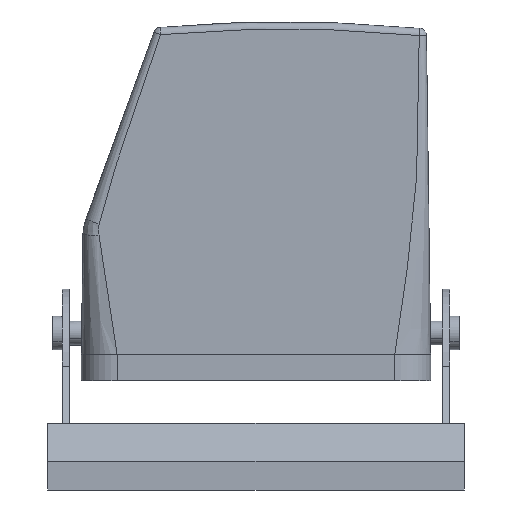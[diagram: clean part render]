
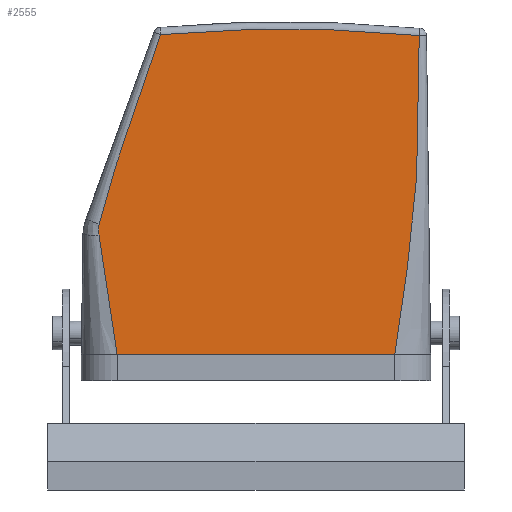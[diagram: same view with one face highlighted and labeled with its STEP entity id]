
A CAD part, left-side view. The second image highlights one B-rep face of the part: STEP entity #2555.
In plain terms, the highlighted planar face has unit normal (-1, 0, 0).
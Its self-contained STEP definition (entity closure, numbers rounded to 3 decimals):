
#2499=AXIS2_PLACEMENT_3D('Plane Axis2P3D',#2496,#2497,#2498) ;
#2544=AXIS2_PLACEMENT_3D('Circle Axis2P3D',#2542,#2543,$) ;
#1729=CARTESIAN_POINT('Vertex',(18.5,9.388,94.973)) ;
#1733=CARTESIAN_POINT('Control Point',(18.5,9.388,94.973)) ;
#1734=CARTESIAN_POINT('Control Point',(18.5,9.385,92.836)) ;
#1735=CARTESIAN_POINT('Control Point',(18.5,9.387,90.698)) ;
#1736=CARTESIAN_POINT('Control Point',(18.5,9.396,88.561)) ;
#1737=CARTESIAN_POINT('Control Point',(18.5,9.427,84.208)) ;
#1738=CARTESIAN_POINT('Control Point',(18.5,9.48,79.856)) ;
#1739=CARTESIAN_POINT('Control Point',(18.5,9.513,77.672)) ;
#1740=CARTESIAN_POINT('Control Point',(18.5,9.607,72.447)) ;
#1741=CARTESIAN_POINT('Control Point',(18.5,9.8,67.224)) ;
#1742=CARTESIAN_POINT('Control Point',(18.5,9.97,64.215)) ;
#1743=CARTESIAN_POINT('Control Point',(18.5,10.436,58.202)) ;
#1744=CARTESIAN_POINT('Control Point',(18.5,11.117,52.202)) ;
#1745=CARTESIAN_POINT('Control Point',(18.5,11.504,49.205)) ;
#1746=CARTESIAN_POINT('Control Point',(18.5,12.183,44.303)) ;
#1747=CARTESIAN_POINT('Control Point',(18.5,12.896,39.404)) ;
#1748=CARTESIAN_POINT('Control Point',(18.5,13.176,37.496)) ;
#1749=CARTESIAN_POINT('Control Point',(18.5,13.611,34.504)) ;
#1750=CARTESIAN_POINT('Control Point',(18.5,14.037,31.512)) ;
#1751=CARTESIAN_POINT('Control Point',(18.5,14.188,30.44)) ;
#1752=CARTESIAN_POINT('Control Point',(18.5,14.337,29.371)) ;
#1753=CARTESIAN_POINT('Control Point',(18.5,14.486,28.3)) ;
#1754=CARTESIAN_POINT('Vertex',(18.5,14.486,28.3)) ;
#1786=CARTESIAN_POINT('Line Origine',(18.5,43.501,28.3)) ;
#1790=CARTESIAN_POINT('Vertex',(18.5,72.515,28.3)) ;
#2411=CARTESIAN_POINT('Control Point',(18.5,76.3,53.256)) ;
#2412=CARTESIAN_POINT('Control Point',(18.5,75.876,49.743)) ;
#2413=CARTESIAN_POINT('Control Point',(18.5,75.369,46.228)) ;
#2414=CARTESIAN_POINT('Control Point',(18.5,74.809,42.757)) ;
#2415=CARTESIAN_POINT('Control Point',(18.5,73.984,37.727)) ;
#2416=CARTESIAN_POINT('Control Point',(18.5,73.186,32.687)) ;
#2417=CARTESIAN_POINT('Control Point',(18.5,72.96,31.239)) ;
#2418=CARTESIAN_POINT('Control Point',(18.5,72.738,29.782)) ;
#2419=CARTESIAN_POINT('Control Point',(18.5,72.515,28.3)) ;
#2420=CARTESIAN_POINT('Vertex',(18.5,76.3,53.256)) ;
#2496=CARTESIAN_POINT('Axis2P3D Location',(18.5,5.467,-5.)) ;
#2502=CARTESIAN_POINT('Control Point',(18.5,63.424,95.172)) ;
#2503=CARTESIAN_POINT('Control Point',(18.5,63.563,94.78)) ;
#2504=CARTESIAN_POINT('Control Point',(18.5,63.702,94.388)) ;
#2505=CARTESIAN_POINT('Control Point',(18.5,63.841,93.996)) ;
#2506=CARTESIAN_POINT('Control Point',(18.5,64.119,93.212)) ;
#2507=CARTESIAN_POINT('Control Point',(18.5,64.397,92.426)) ;
#2508=CARTESIAN_POINT('Control Point',(18.5,64.536,92.032)) ;
#2509=CARTESIAN_POINT('Control Point',(18.5,64.952,90.851)) ;
#2510=CARTESIAN_POINT('Control Point',(18.5,65.366,89.67)) ;
#2511=CARTESIAN_POINT('Control Point',(18.5,65.641,88.883)) ;
#2512=CARTESIAN_POINT('Control Point',(18.5,67.095,84.714)) ;
#2513=CARTESIAN_POINT('Control Point',(18.5,68.529,80.54)) ;
#2514=CARTESIAN_POINT('Control Point',(18.5,69.679,77.164)) ;
#2515=CARTESIAN_POINT('Control Point',(18.5,71.047,73.136)) ;
#2516=CARTESIAN_POINT('Control Point',(18.5,72.377,69.097)) ;
#2517=CARTESIAN_POINT('Control Point',(18.5,72.572,68.5)) ;
#2518=CARTESIAN_POINT('Control Point',(18.5,72.877,67.562)) ;
#2519=CARTESIAN_POINT('Control Point',(18.5,73.177,66.622)) ;
#2520=CARTESIAN_POINT('Control Point',(18.5,73.273,66.322)) ;
#2521=CARTESIAN_POINT('Control Point',(18.5,73.463,65.72)) ;
#2522=CARTESIAN_POINT('Control Point',(18.5,73.65,65.116)) ;
#2523=CARTESIAN_POINT('Control Point',(18.5,73.744,64.814)) ;
#2524=CARTESIAN_POINT('Control Point',(18.5,74.362,62.799)) ;
#2525=CARTESIAN_POINT('Control Point',(18.5,74.949,60.776)) ;
#2526=CARTESIAN_POINT('Control Point',(18.5,75.422,59.05)) ;
#2527=CARTESIAN_POINT('Control Point',(18.5,75.867,57.316)) ;
#2528=CARTESIAN_POINT('Control Point',(18.5,76.286,55.576)) ;
#2529=CARTESIAN_POINT('Vertex',(18.5,76.286,55.576)) ;
#2531=CARTESIAN_POINT('Vertex',(18.5,63.424,95.172)) ;
#2535=CARTESIAN_POINT('Control Point',(18.5,76.286,55.576)) ;
#2536=CARTESIAN_POINT('Control Point',(18.5,76.375,55.116)) ;
#2537=CARTESIAN_POINT('Control Point',(18.5,76.422,54.648)) ;
#2538=CARTESIAN_POINT('Control Point',(18.5,76.426,54.178)) ;
#2539=CARTESIAN_POINT('Control Point',(18.5,76.386,53.711)) ;
#2540=CARTESIAN_POINT('Control Point',(18.5,76.3,53.256)) ;
#2542=CARTESIAN_POINT('Axis2P3D Location',(18.5,37.5,-202.2)) ;
#1787=DIRECTION('Vector Direction',(0.,-1.,0.)) ;
#2497=DIRECTION('Axis2P3D Direction',(-1.,0.,0.)) ;
#2498=DIRECTION('Axis2P3D XDirection',(0.,-0.17,0.985)) ;
#2543=DIRECTION('Axis2P3D Direction',(-1.,0.,0.)) ;
#1788=VECTOR('Line Direction',#1787,1.) ;
#2548=ORIENTED_EDGE('',*,*,#2533,.F.) ;
#2549=ORIENTED_EDGE('',*,*,#2541,.F.) ;
#2550=ORIENTED_EDGE('',*,*,#2422,.F.) ;
#2551=ORIENTED_EDGE('',*,*,#1792,.T.) ;
#2552=ORIENTED_EDGE('',*,*,#1756,.T.) ;
#2553=ORIENTED_EDGE('',*,*,#2546,.T.) ;
#2555=ADVANCED_FACE('Hood',(#2554),#2500,.T.) ;
#1732=B_SPLINE_CURVE_WITH_KNOTS('',5,(#1733,#1734,#1735,#1736,#1737,#1738,#1739,#1740,#1741,#1742,#1743,#1744,#1745,#1746,#1747,#1748,#1749,#1750,#1751,#1752,#1753),.UNSPECIFIED.,.F.,.U.,(6,3,3,3,3,3,6),(30.678,41.35,52.409,67.435,82.461,92.051,97.49),.UNSPECIFIED.) ;
#2410=B_SPLINE_CURVE_WITH_KNOTS('',5,(#2411,#2412,#2413,#2414,#2415,#2416,#2417,#2418,#2419),.UNSPECIFIED.,.F.,.U.,(6,3,6),(125.237,142.797,150.333),.UNSPECIFIED.) ;
#2501=B_SPLINE_CURVE_WITH_KNOTS('',5,(#2502,#2503,#2504,#2505,#2506,#2507,#2508,#2509,#2510,#2511,#2512,#2513,#2514,#2515,#2516,#2517,#2518,#2519,#2520,#2521,#2522,#2523,#2524,#2525,#2526,#2527,#2528),.UNSPECIFIED.,.F.,.U.,(6,3,3,3,3,3,3,3,6),(0.,2.946,5.893,11.785,37.074,41.848,44.085,46.323,58.983),.UNSPECIFIED.) ;
#2534=B_SPLINE_CURVE_WITH_KNOTS('',5,(#2535,#2536,#2537,#2538,#2539,#2540),.UNSPECIFIED.,.F.,.U.,(6,6),(0.,3.305),.UNSPECIFIED.) ;
#2545=CIRCLE('generated circle',#2544,298.5) ;
#1756=EDGE_CURVE('',#1755,#1730,#1732,.F.) ;
#1792=EDGE_CURVE('',#1791,#1755,#1789,.T.) ;
#2422=EDGE_CURVE('',#1791,#2421,#2410,.F.) ;
#2533=EDGE_CURVE('',#2530,#2532,#2501,.F.) ;
#2541=EDGE_CURVE('',#2421,#2530,#2534,.F.) ;
#2546=EDGE_CURVE('',#1730,#2532,#2545,.T.) ;
#2547=EDGE_LOOP('',(#2548,#2549,#2550,#2551,#2552,#2553)) ;
#2554=FACE_OUTER_BOUND('',#2547,.T.) ;
#1789=LINE('Line',#1786,#1788) ;
#2500=PLANE('',#2499) ;
#1730=VERTEX_POINT('',#1729) ;
#1755=VERTEX_POINT('',#1754) ;
#1791=VERTEX_POINT('',#1790) ;
#2421=VERTEX_POINT('',#2420) ;
#2530=VERTEX_POINT('',#2529) ;
#2532=VERTEX_POINT('',#2531) ;
